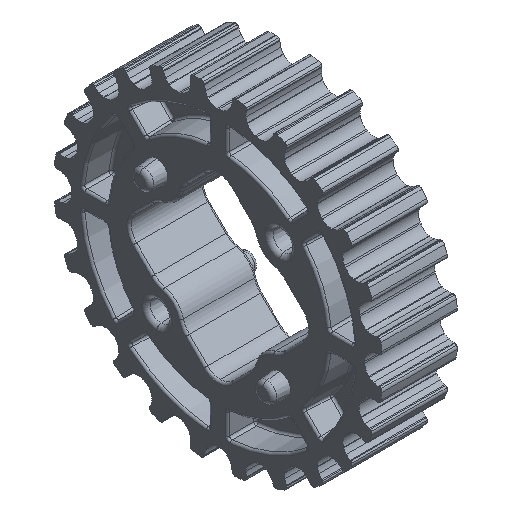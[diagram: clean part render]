
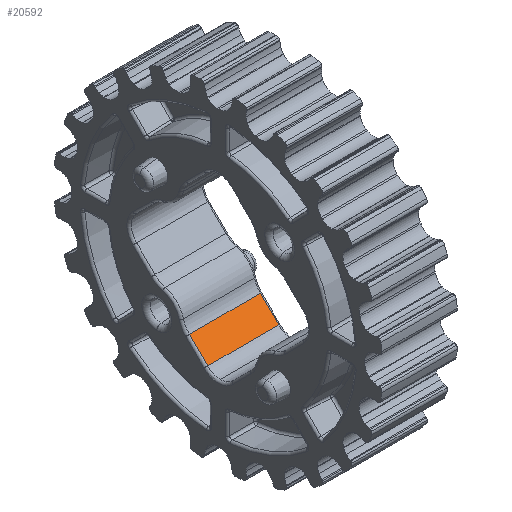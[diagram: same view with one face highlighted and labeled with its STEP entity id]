
A CAD part, isometric view. The second image highlights one B-rep face of the part: STEP entity #20592.
In plain terms, the highlighted planar face has unit normal (0, -0.707, 0.707).
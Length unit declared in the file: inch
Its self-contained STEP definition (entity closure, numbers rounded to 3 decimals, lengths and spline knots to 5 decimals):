
#3153 = DIRECTION ( 'NONE',  ( 0., 0.707, 0.707 ) ) ;
#3204 = EDGE_CURVE ( 'NONE', #13613, #18832, #12557, .T. ) ;
#3210 = EDGE_CURVE ( 'NONE', #18832, #28959, #12587, .T. ) ;
#3453 = CARTESIAN_POINT ( 'NONE',  ( 0.32465, 0.13769, -0.29041 ) ) ;
#4381 = LINE ( 'NONE', #13636, #4797 ) ;
#4797 = VECTOR ( 'NONE', #14817, 39.37008 ) ;
#6943 = FACE_OUTER_BOUND ( 'NONE', #6986, .T. ) ;
#6986 = EDGE_LOOP ( 'NONE', ( #17816, #17842, #18026, #18096 ) ) ;
#9150 = DIRECTION ( 'NONE',  ( 0., -0.707, -0.707 ) ) ;
#9188 = DIRECTION ( 'NONE',  ( 0., -0.707, 0.707 ) ) ;
#10098 = CARTESIAN_POINT ( 'NONE',  ( 0.32465, 0.05657, -0.37153 ) ) ;
#12210 = VECTOR ( 'NONE', #27455, 39.37008 ) ;
#12289 = VECTOR ( 'NONE', #27483, 39.37008 ) ;
#12557 = LINE ( 'NONE', #27583, #12289 ) ;
#12587 = LINE ( 'NONE', #27556, #12210 ) ;
#13613 = VERTEX_POINT ( 'NONE', #24074 ) ;
#13636 = CARTESIAN_POINT ( 'NONE',  ( -0.075, 0.05657, -0.37153 ) ) ;
#13673 = AXIS2_PLACEMENT_3D ( 'NONE', #16022, #9188, #9150 ) ;
#14152 = EDGE_CURVE ( 'NONE', #28959, #14403, #4381, .T. ) ;
#14403 = VERTEX_POINT ( 'NONE', #10098 ) ;
#14817 = DIRECTION ( 'NONE',  ( 1., 0., 0. ) ) ;
#15856 = PLANE ( 'NONE',  #13673 ) ;
#16022 = CARTESIAN_POINT ( 'NONE',  ( -0.075, 2134.47113, 2134.04303 ) ) ;
#17816 = ORIENTED_EDGE ( 'NONE', *, *, #14152, .T. ) ;
#17842 = ORIENTED_EDGE ( 'NONE', *, *, #23718, .T. ) ;
#18026 = ORIENTED_EDGE ( 'NONE', *, *, #3204, .T. ) ;
#18096 = ORIENTED_EDGE ( 'NONE', *, *, #3210, .T. ) ;
#18832 = VERTEX_POINT ( 'NONE', #22923 ) ;
#20592 = ADVANCED_FACE ( 'NONE', ( #6943 ), #15856, .T. ) ;
#22923 = CARTESIAN_POINT ( 'NONE',  ( 0.01, 0.13769, -0.29041 ) ) ;
#23718 = EDGE_CURVE ( 'NONE', #14403, #13613, #27874, .T. ) ;
#24074 = CARTESIAN_POINT ( 'NONE',  ( 0.32465, 0.13769, -0.29041 ) ) ;
#27126 = VECTOR ( 'NONE', #3153, 39.37008 ) ;
#27455 = DIRECTION ( 'NONE',  ( 0., -0.707, -0.707 ) ) ;
#27483 = DIRECTION ( 'NONE',  ( -1., 0., 0. ) ) ;
#27556 = CARTESIAN_POINT ( 'NONE',  ( 0.01, 2134.47113, 2134.04303 ) ) ;
#27583 = CARTESIAN_POINT ( 'NONE',  ( 0., 0.13769, -0.29041 ) ) ;
#27874 = LINE ( 'NONE', #3453, #27126 ) ;
#27917 = CARTESIAN_POINT ( 'NONE',  ( 0.01, 0.05657, -0.37153 ) ) ;
#28959 = VERTEX_POINT ( 'NONE', #27917 ) ;
